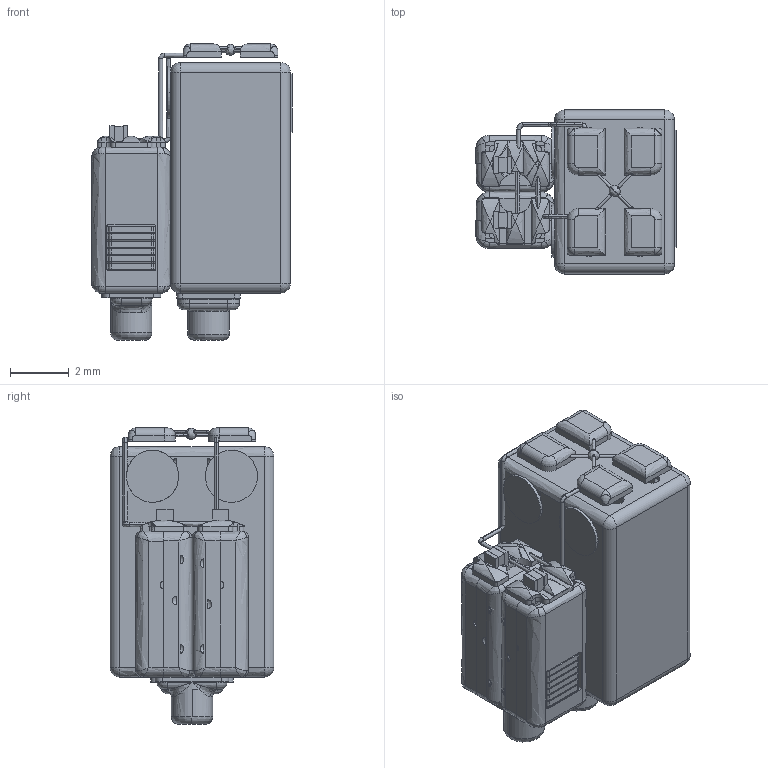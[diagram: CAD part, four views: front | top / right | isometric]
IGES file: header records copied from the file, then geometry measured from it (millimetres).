
Start section:  PTC IGES file: gv-32830-000_sw0001.igs
Global section: file name: gv-32830-000_sw0001.igs; native system: Creo Parametric by PTC Inc.; preprocessor: 2015290; author: NanCui; organization: Unknown; date: 20160901.102726; units: inch
Bounding box: 6.84 x 5.59 x 10.11 mm (x, y, z)
Volume: 53.9 mm3; surface area: 647 mm2
Topology: 2 solids, 2 shells, 1357 faces, 3289 edges, 1979 vertices
Faces by surface type: revolution 873, bspline 484
